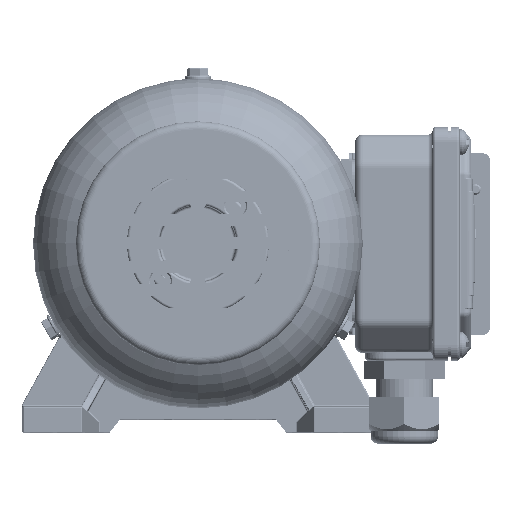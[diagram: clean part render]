
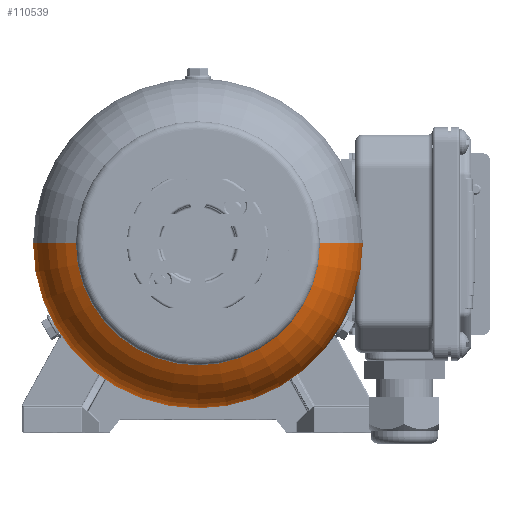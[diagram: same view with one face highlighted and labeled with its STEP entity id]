
A CAD part, top view. The second image highlights one B-rep face of the part: STEP entity #110539.
In plain terms, the highlighted toroidal (fillet/blend) face has major radius 33.5 mm and minor radius 30 mm.
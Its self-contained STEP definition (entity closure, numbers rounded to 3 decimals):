
#14076 = CARTESIAN_POINT ( 'NONE',  ( 88.446, -52.663, 178.25 ) ) ;
#14149 = CARTESIAN_POINT ( 'NONE',  ( 71.946, -52.663, 205.041 ) ) ;
#14155 = CARTESIAN_POINT ( 'NONE',  ( -22.054, -52.663, 205.041 ) ) ;
#14158 = CARTESIAN_POINT ( 'NONE',  ( -38.554, -52.663, 178.25 ) ) ;
#17895 = CARTESIAN_POINT ( 'NONE',  ( -8.554, -52.663, 178.25 ) ) ;
#17896 = DIRECTION ( 'NONE',  ( 0., 1., 0. ) ) ;
#17897 = DIRECTION ( 'NONE',  ( -1., 0., 0. ) ) ;
#17899 = CARTESIAN_POINT ( 'NONE',  ( 58.446, -52.663, 178.25 ) ) ;
#17900 = DIRECTION ( 'NONE',  ( 0., -1., 0. ) ) ;
#17901 = DIRECTION ( 'NONE',  ( 0., 0., -1. ) ) ;
#18199 = CARTESIAN_POINT ( 'NONE',  ( 24.946, -52.663, 178.25 ) ) ;
#18201 = DIRECTION ( 'NONE',  ( 0., 0., -1. ) ) ;
#18203 = DIRECTION ( 'NONE',  ( 1., 0., 0. ) ) ;
#19063 = CIRCLE ( 'NONE', #152553, 30. ) ;
#19067 = CIRCLE ( 'NONE', #152555, 30. ) ;
#19089 = CIRCLE ( 'NONE', #152576, 63.5 ) ;
#19124 = CIRCLE ( 'NONE', #152596, 47. ) ;
#21918 = CARTESIAN_POINT ( 'NONE',  ( 24.946, -52.663, 205.041 ) ) ;
#21922 = DIRECTION ( 'NONE',  ( 0., 0., 1. ) ) ;
#21924 = DIRECTION ( 'NONE',  ( -1., 0., 0. ) ) ;
#36767 = ORIENTED_EDGE ( 'NONE', *, *, #206755, .F. ) ;
#36769 = ORIENTED_EDGE ( 'NONE', *, *, #206775, .F. ) ;
#36771 = ORIENTED_EDGE ( 'NONE', *, *, #206756, .T. ) ;
#36773 = ORIENTED_EDGE ( 'NONE', *, *, #206791, .F. ) ;
#48046 = EDGE_LOOP ( 'NONE', ( #36767, #36769, #36771, #36773 ) ) ;
#110539 = ADVANCED_FACE ( 'NONE', ( #138218 ), #138217, .T. ) ;
#126964 = AXIS2_PLACEMENT_3D ( 'NONE', #177702, #177693, #177706 ) ;
#128780 = VERTEX_POINT ( 'NONE', #14076 ) ;
#128978 = VERTEX_POINT ( 'NONE', #14149 ) ;
#128992 = VERTEX_POINT ( 'NONE', #14155 ) ;
#129002 = VERTEX_POINT ( 'NONE', #14158 ) ;
#138217 = TOROIDAL_SURFACE ( 'NONE', #126964, 33.5, 30. ) ;
#138218 = FACE_OUTER_BOUND ( 'NONE', #48046, .T. ) ;
#152553 = AXIS2_PLACEMENT_3D ( 'NONE', #17895, #17896, #17897 ) ;
#152555 = AXIS2_PLACEMENT_3D ( 'NONE', #17899, #17900, #17901 ) ;
#152576 = AXIS2_PLACEMENT_3D ( 'NONE', #18199, #18201, #18203 ) ;
#152596 = AXIS2_PLACEMENT_3D ( 'NONE', #21918, #21922, #21924 ) ;
#177693 = DIRECTION ( 'NONE',  ( 0., 0., 1. ) ) ;
#177702 = CARTESIAN_POINT ( 'NONE',  ( 24.946, -52.663, 178.25 ) ) ;
#177706 = DIRECTION ( 'NONE',  ( 1., 0., 0. ) ) ;
#206755 = EDGE_CURVE ( 'NONE', #129002, #128992, #19063, .T. ) ;
#206756 = EDGE_CURVE ( 'NONE', #128780, #128978, #19067, .T. ) ;
#206775 = EDGE_CURVE ( 'NONE', #128780, #129002, #19089, .T. ) ;
#206791 = EDGE_CURVE ( 'NONE', #128992, #128978, #19124, .T. ) ;
